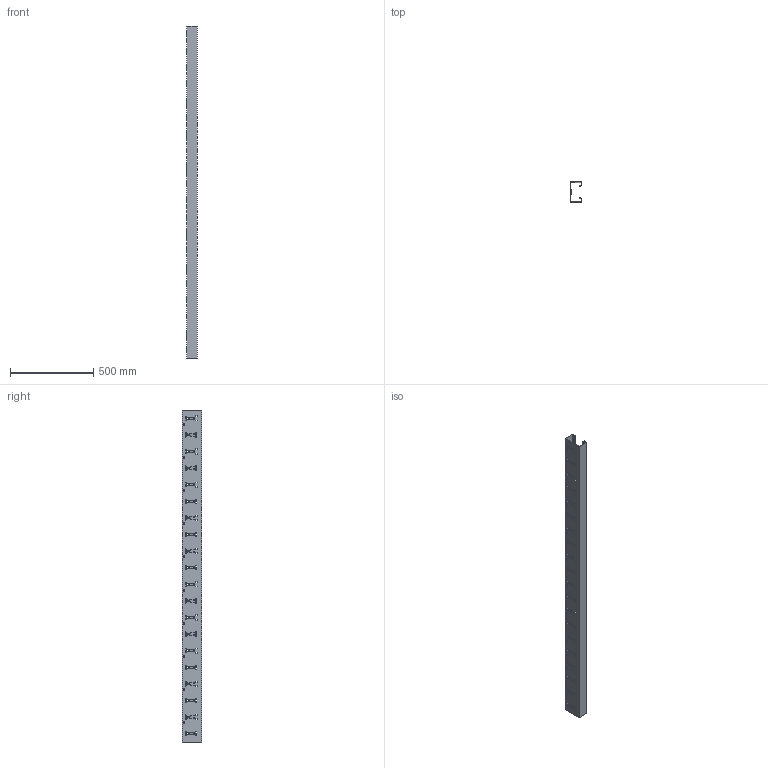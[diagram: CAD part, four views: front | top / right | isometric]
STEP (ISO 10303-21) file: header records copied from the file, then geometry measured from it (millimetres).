
FILE_DESCRIPTION((''),'2;1');
FILE_NAME('20003097P01','2023-05-03T13:28:27',('sivasanker.y'),(''),'CREO PARAMETRIC BY PTC INC, 2021284','CREO PARAMETRIC BY PTC INC, 2021284','');
FILE_SCHEMA(('CONFIG_CONTROL_DESIGN'));
Length unit declared in the file: millimetre
Products named in the file (1): 20003097P01
Bounding box: 65 x 120.06 x 2000 mm (x, y, z)
Volume: 525542.9 mm3; surface area: 1323078.9 mm2
Topology: 1 solids, 1 shells, 1366 faces, 3960 edges, 2596 vertices
Faces by surface type: plane 874, cylinder 412, bspline 80
Entity records: 53136 total; most frequent: CARTESIAN_POINT 16700, ORIENTED_EDGE 7920, DIRECTION 7120, EDGE_CURVE 3960, VECTOR 2900, LINE 2900, VERTEX_POINT 2596, AXIS2_PLACEMENT_3D 2110
